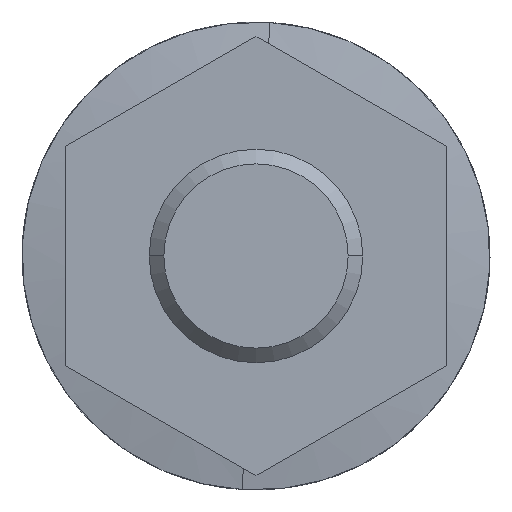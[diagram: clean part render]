
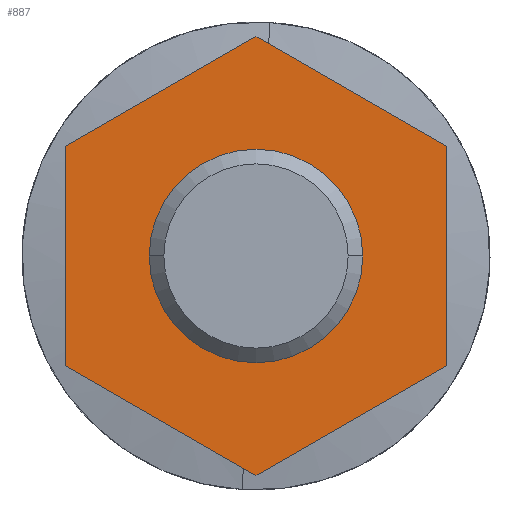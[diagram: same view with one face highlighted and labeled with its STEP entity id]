
A CAD part, front view. The second image highlights one B-rep face of the part: STEP entity #887.
In plain terms, the highlighted planar face has unit normal (0, -1, 0).
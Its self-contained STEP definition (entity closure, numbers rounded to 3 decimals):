
#642=DIRECTION('',(0.,0.,1.));
#643=VECTOR('',#642,7.506);
#644=CARTESIAN_POINT('',(113.161,-28.045,27.747));
#645=LINE('',#644,#643);
#649=DIRECTION('',(0.866,0.,0.5));
#650=VECTOR('',#649,7.506);
#651=CARTESIAN_POINT('',(106.661,-28.045,23.994));
#652=LINE('',#651,#650);
#656=DIRECTION('',(0.866,0.,-0.5));
#657=VECTOR('',#656,7.506);
#658=CARTESIAN_POINT('',(100.161,-28.045,27.747));
#659=LINE('',#658,#657);
#663=DIRECTION('',(0.,0.,-1.));
#664=VECTOR('',#663,7.506);
#665=CARTESIAN_POINT('',(100.161,-28.045,35.253));
#666=LINE('',#665,#664);
#670=DIRECTION('',(-0.866,0.,-0.5));
#671=VECTOR('',#670,7.506);
#672=CARTESIAN_POINT('',(106.661,-28.045,39.006));
#673=LINE('',#672,#671);
#677=DIRECTION('',(-0.866,0.,0.5));
#678=VECTOR('',#677,7.506);
#679=CARTESIAN_POINT('',(113.161,-28.045,35.253));
#680=LINE('',#679,#678);
#684=CARTESIAN_POINT('',(106.661,-28.045,31.5));
#685=DIRECTION('',(0.,1.,0.));
#686=DIRECTION('',(-1.,0.,0.));
#687=AXIS2_PLACEMENT_3D('',#684,#685,#686);
#692=CARTESIAN_POINT('',(106.661,-28.045,31.5));
#693=DIRECTION('',(0.,1.,0.));
#694=DIRECTION('',(1.,0.,0.));
#695=AXIS2_PLACEMENT_3D('',#692,#693,#694);
#704=CARTESIAN_POINT('',(113.161,-28.045,27.747));
#705=VERTEX_POINT('',#704);
#706=CARTESIAN_POINT('',(106.661,-28.045,23.994));
#707=VERTEX_POINT('',#706);
#710=CARTESIAN_POINT('',(100.161,-28.045,27.747));
#711=VERTEX_POINT('',#710);
#714=CARTESIAN_POINT('',(100.161,-28.045,35.253));
#715=VERTEX_POINT('',#714);
#718=CARTESIAN_POINT('',(106.661,-28.045,39.006));
#719=VERTEX_POINT('',#718);
#720=CARTESIAN_POINT('',(113.161,-28.045,35.253));
#721=VERTEX_POINT('',#720);
#725=CARTESIAN_POINT('',(103.311,-28.045,31.5));
#727=VERTEX_POINT('',#725);
#730=CARTESIAN_POINT('',(110.011,-28.045,31.5));
#731=VERTEX_POINT('',#730);
#870=CARTESIAN_POINT('',(106.661,-28.045,31.5));
#871=DIRECTION('',(0.,1.,0.));
#872=DIRECTION('',(1.,0.,0.));
#873=AXIS2_PLACEMENT_3D('',#870,#871,#872);
#874=PLANE('',#873);
#875=ORIENTED_EDGE('',*,*,#809,.F.);
#876=ORIENTED_EDGE('',*,*,#823,.F.);
#877=ORIENTED_EDGE('',*,*,#837,.F.);
#878=ORIENTED_EDGE('',*,*,#851,.F.);
#879=ORIENTED_EDGE('',*,*,#864,.F.);
#880=ORIENTED_EDGE('',*,*,#794,.F.);
#881=EDGE_LOOP('',(#875,#876,#877,#878,#879,#880));
#882=FACE_OUTER_BOUND('',#881,.F.);
#883=ORIENTED_EDGE('',*,*,#739,.F.);
#884=ORIENTED_EDGE('',*,*,#757,.F.);
#885=EDGE_LOOP('',(#883,#884));
#886=FACE_BOUND('',#885,.F.);
#887=ADVANCED_FACE('',(#882,#886),#874,.F.);
#688=CIRCLE('',#687,3.35);
#696=CIRCLE('',#695,3.35);
#739=EDGE_CURVE('',#727,#731,#688,.T.);
#757=EDGE_CURVE('',#731,#727,#696,.T.);
#794=EDGE_CURVE('',#721,#719,#680,.T.);
#809=EDGE_CURVE('',#705,#721,#645,.T.);
#823=EDGE_CURVE('',#707,#705,#652,.T.);
#837=EDGE_CURVE('',#711,#707,#659,.T.);
#851=EDGE_CURVE('',#715,#711,#666,.T.);
#864=EDGE_CURVE('',#719,#715,#673,.T.);
